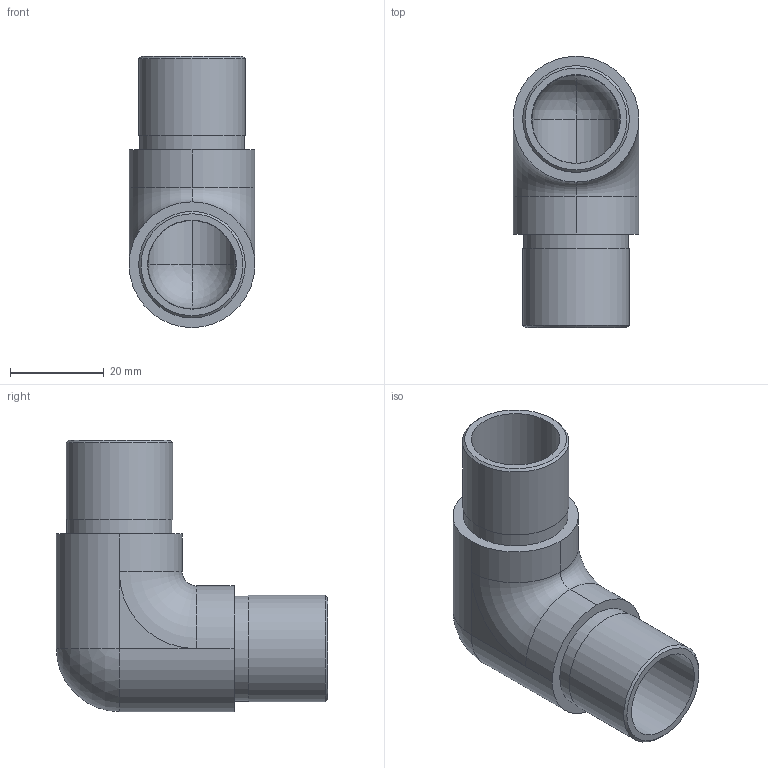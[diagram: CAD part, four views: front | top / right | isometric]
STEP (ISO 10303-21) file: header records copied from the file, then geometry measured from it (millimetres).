
FILE_DESCRIPTION (( 'STEP AP203' ), '1' );
FILE_NAME ('56169-320-V4A.STEP', '2020-02-20T14:53:35', ( '' ), ( '' ), 'SwSTEP 2.0', 'SolidWorks 2015', '' );
FILE_SCHEMA (( 'CONFIG_CONTROL_DESIGN' ));
Length unit declared in the file: millimetre
Products named in the file (2): 56169-320-V4A
Bounding box: 26.9 x 58 x 58 mm (x, y, z)
Volume: 18465.2 mm3; surface area: 12630.9 mm2
Topology: 1 solids, 1 shells, 309 faces, 799 edges, 524 vertices
Faces by surface type: plane 135, bspline 112, cylinder 52, sphere 4, torus 4, cone 2
Full cylindrical faces by diameter (mm): 19 x2, 22.4 x2, 22.8 x2
Entity records: 13792 total; most frequent: CARTESIAN_POINT 6962, ORIENTED_EDGE 1566, DIRECTION 1045, EDGE_CURVE 783, VERTEX_POINT 520, LINE 363, VECTOR 363, EDGE_LOOP 355
